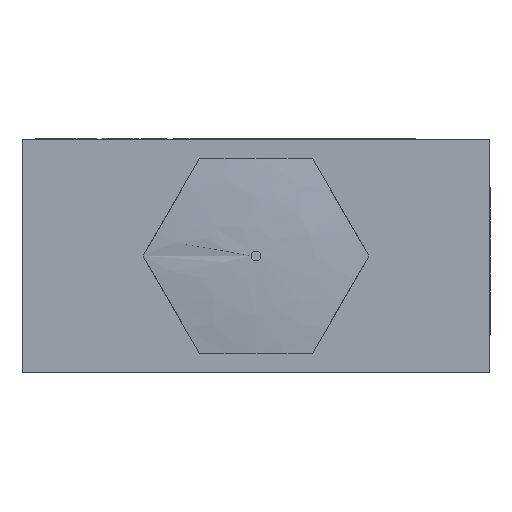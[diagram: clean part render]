
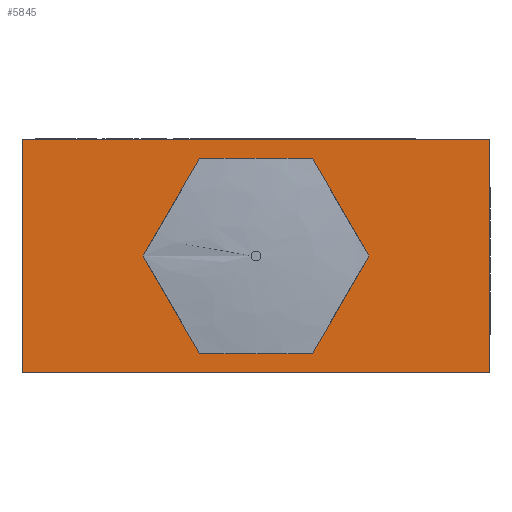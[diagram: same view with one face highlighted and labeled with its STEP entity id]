
A CAD part, front view. The second image highlights one B-rep face of the part: STEP entity #5845.
In plain terms, the highlighted face is planar.
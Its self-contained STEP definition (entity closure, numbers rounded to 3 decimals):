
#539=FACE_BOUND('',#1362,.T.);
#683=PLANE('',#6129);
#1006=FACE_OUTER_BOUND('',#1361,.T.);
#1361=EDGE_LOOP('',(#5433,#5434,#5435,#5436));
#1362=EDGE_LOOP('',(#5437,#5438,#5439));
#1852=LINE('',#10638,#2351);
#1875=LINE('',#10789,#2374);
#1876=LINE('',#10791,#2375);
#1877=LINE('',#10792,#2376);
#2351=VECTOR('',#6907,10.);
#2374=VECTOR('',#6996,10.);
#2375=VECTOR('',#6997,10.);
#2376=VECTOR('',#6998,10.);
#2401=CIRCLE('',#6111,5.);
#2402=CIRCLE('',#6112,5.);
#2412=CIRCLE('',#6130,5.);
#2943=VERTEX_POINT('',#10636);
#2944=VERTEX_POINT('',#10637);
#2961=VERTEX_POINT('',#10748);
#2962=VERTEX_POINT('',#10749);
#2963=VERTEX_POINT('',#10752);
#2973=VERTEX_POINT('',#10788);
#2974=VERTEX_POINT('',#10790);
#3760=EDGE_CURVE('',#2943,#2944,#1852,.T.);
#3783=EDGE_CURVE('',#2961,#2962,#2401,.T.);
#3785=EDGE_CURVE('',#2962,#2963,#2402,.T.);
#3803=EDGE_CURVE('',#2973,#2943,#1875,.T.);
#3804=EDGE_CURVE('',#2974,#2973,#1876,.T.);
#3805=EDGE_CURVE('',#2944,#2974,#1877,.T.);
#3806=EDGE_CURVE('',#2961,#2963,#2412,.T.);
#5433=ORIENTED_EDGE('',*,*,#3760,.F.);
#5434=ORIENTED_EDGE('',*,*,#3803,.F.);
#5435=ORIENTED_EDGE('',*,*,#3804,.F.);
#5436=ORIENTED_EDGE('',*,*,#3805,.F.);
#5437=ORIENTED_EDGE('',*,*,#3806,.T.);
#5438=ORIENTED_EDGE('',*,*,#3785,.F.);
#5439=ORIENTED_EDGE('',*,*,#3783,.F.);
#5845=ADVANCED_FACE('',(#1006,#539),#683,.T.);
#6111=AXIS2_PLACEMENT_3D('',#10750,#6949,#6950);
#6112=AXIS2_PLACEMENT_3D('',#10753,#6952,#6953);
#6129=AXIS2_PLACEMENT_3D('',#10787,#6994,#6995);
#6130=AXIS2_PLACEMENT_3D('',#10793,#6999,#7000);
#6907=DIRECTION('',(1.,0.,0.));
#6949=DIRECTION('center_axis',(0.,0.,1.));
#6950=DIRECTION('ref_axis',(1.,0.,0.));
#6952=DIRECTION('center_axis',(0.,0.,1.));
#6953=DIRECTION('ref_axis',(1.,0.,0.));
#6994=DIRECTION('center_axis',(0.,0.,1.));
#6995=DIRECTION('ref_axis',(1.,0.,0.));
#6996=DIRECTION('',(0.,1.,0.));
#6997=DIRECTION('',(-1.,0.,0.));
#6998=DIRECTION('',(0.,-1.,0.));
#6999=DIRECTION('center_axis',(0.,0.,-1.));
#7000=DIRECTION('ref_axis',(-1.,0.,0.));
#10636=CARTESIAN_POINT('',(-32.494,18.685,19.));
#10637=CARTESIAN_POINT('',(5.506,18.685,19.));
#10638=CARTESIAN_POINT('',(-32.494,18.685,19.));
#10748=CARTESIAN_POINT('',(-18.494,9.185,19.));
#10749=CARTESIAN_POINT('',(-8.494,9.185,19.));
#10750=CARTESIAN_POINT('Origin',(-13.494,9.185,19.));
#10752=CARTESIAN_POINT('',(-8.494,9.185,19.));
#10753=CARTESIAN_POINT('Origin',(-13.494,9.185,19.));
#10787=CARTESIAN_POINT('Origin',(-13.494,9.185,19.));
#10788=CARTESIAN_POINT('',(-32.494,-0.315,19.));
#10789=CARTESIAN_POINT('',(-32.494,-0.315,19.));
#10790=CARTESIAN_POINT('',(5.506,-0.315,19.));
#10791=CARTESIAN_POINT('',(5.506,-0.315,19.));
#10792=CARTESIAN_POINT('',(5.506,18.685,19.));
#10793=CARTESIAN_POINT('Origin',(-13.494,9.185,19.));
